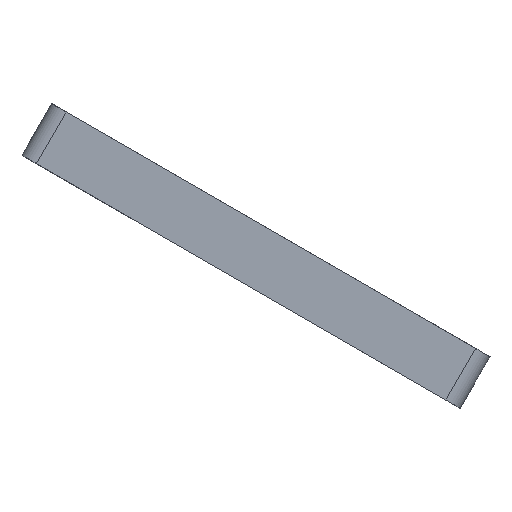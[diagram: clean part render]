
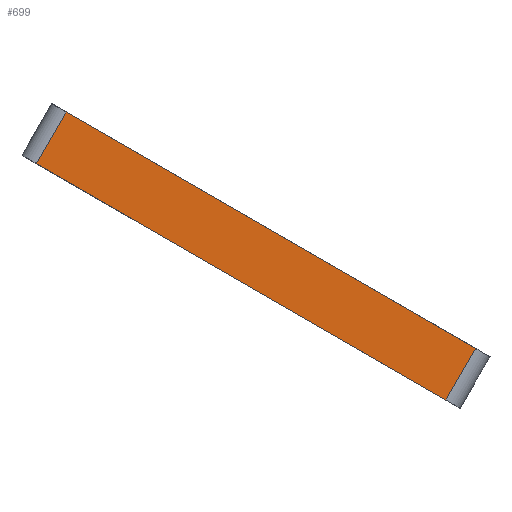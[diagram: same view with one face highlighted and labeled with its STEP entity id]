
A CAD part, left-side view. The second image highlights one B-rep face of the part: STEP entity #699.
In plain terms, the highlighted planar face has unit normal (-1, 0, 0).
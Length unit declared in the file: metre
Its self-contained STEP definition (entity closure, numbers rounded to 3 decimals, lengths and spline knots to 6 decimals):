
#30=LINE('',#1017,#102);
#64=LINE('',#1108,#136);
#65=LINE('',#1110,#137);
#66=LINE('',#1112,#138);
#102=VECTOR('',#818,1.);
#136=VECTOR('',#892,1.);
#137=VECTOR('',#895,1.);
#138=VECTOR('',#896,1.);
#239=ORIENTED_EDGE('',*,*,#423,.F.);
#240=ORIENTED_EDGE('',*,*,#424,.T.);
#241=ORIENTED_EDGE('',*,*,#425,.T.);
#242=ORIENTED_EDGE('',*,*,#378,.F.);
#378=EDGE_CURVE('',#477,#478,#30,.T.);
#423=EDGE_CURVE('',#514,#477,#64,.T.);
#424=EDGE_CURVE('',#514,#515,#65,.T.);
#425=EDGE_CURVE('',#515,#478,#66,.T.);
#477=VERTEX_POINT('',#1016);
#478=VERTEX_POINT('',#1018);
#514=VERTEX_POINT('',#1107);
#515=VERTEX_POINT('',#1111);
#578=EDGE_LOOP('',(#239,#240,#241,#242));
#630=FACE_BOUND('',#578,.T.);
#673=PLANE('',#765);
#699=ADVANCED_FACE('',(#630),#673,.T.);
#765=AXIS2_PLACEMENT_3D('',#1109,#893,#894);
#818=DIRECTION('',(0.,-0.866,-0.5));
#892=DIRECTION('',(0.,-0.5,0.866));
#893=DIRECTION('',(-1.,0.,0.));
#894=DIRECTION('',(0.,-0.5,0.866));
#895=DIRECTION('',(0.,-0.866,-0.5));
#896=DIRECTION('',(0.,-0.5,0.866));
#1016=CARTESIAN_POINT('',(-0.0863,0.042668,0.029253));
#1017=CARTESIAN_POINT('',(-0.0863,0.037871,0.026484));
#1018=CARTESIAN_POINT('',(-0.0863,-0.046668,-0.022325));
#1107=CARTESIAN_POINT('',(-0.0863,0.049168,0.017995));
#1108=CARTESIAN_POINT('',(-0.0863,0.049169,0.017993));
#1109=CARTESIAN_POINT('',(-0.0863,0.004501,-0.007796));
#1110=CARTESIAN_POINT('',(-0.0863,0.0045,-0.007794));
#1111=CARTESIAN_POINT('',(-0.0863,-0.040168,-0.033584));
#1112=CARTESIAN_POINT('',(-0.0863,-0.040167,-0.033585));
